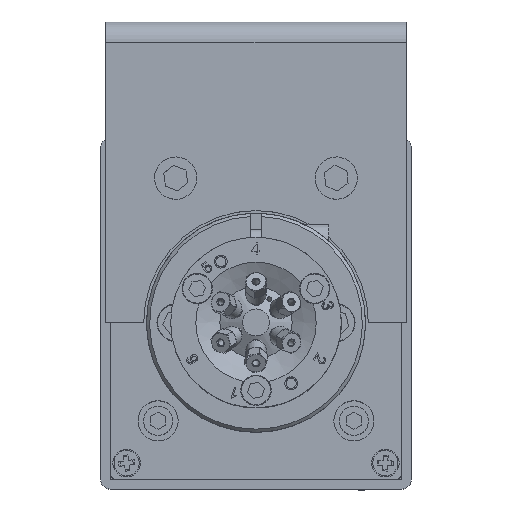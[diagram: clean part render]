
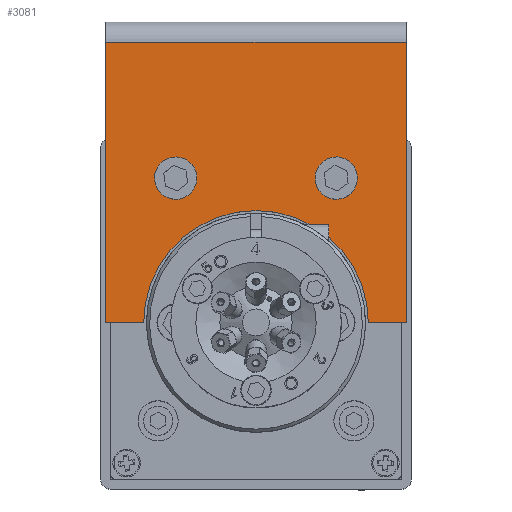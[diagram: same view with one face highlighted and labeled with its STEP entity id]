
A CAD part, top view. The second image highlights one B-rep face of the part: STEP entity #3081.
In plain terms, the highlighted planar face has unit normal (0, 0, 1).
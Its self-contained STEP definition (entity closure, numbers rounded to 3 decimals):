
#2763=CARTESIAN_POINT('',(3.175,20.955,24.526));
#2764=VERTEX_POINT('',#2763);
#2771=CARTESIAN_POINT('',(-2.857,20.955,24.526));
#2772=VERTEX_POINT('',#2771);
#2773=CARTESIAN_POINT('',(-2.857,20.955,24.526));
#2774=DIRECTION('',(1.0,0.0,0.0));
#2775=VECTOR('',#2774,6.032);
#2776=LINE('',#2773,#2775);
#2777=EDGE_CURVE('',#2772,#2764,#2776,.T.);
#2811=CARTESIAN_POINT('',(38.735,20.955,24.526));
#2812=VERTEX_POINT('',#2811);
#2819=CARTESIAN_POINT('',(20.955,20.955,24.526));
#2820=DIRECTION('',(0.0,0.0,-1.0));
#2821=DIRECTION('',(-1.0,0.0,0.0));
#2822=AXIS2_PLACEMENT_3D('',#2819,#2820,#2821);
#2823=CIRCLE('',#2822,17.78);
#2824=EDGE_CURVE('',#2764,#2812,#2823,.T.);
#3010=CARTESIAN_POINT('',(44.768,20.955,24.526));
#3011=VERTEX_POINT('',#3010);
#3018=CARTESIAN_POINT('',(38.735,20.955,24.526));
#3019=DIRECTION('',(1.0,0.0,0.0));
#3020=VECTOR('',#3019,6.033);
#3021=LINE('',#3018,#3020);
#3022=EDGE_CURVE('',#2812,#3011,#3021,.T.);
#3027=CARTESIAN_POINT('',(-2.857,20.955,24.526));
#3028=DIRECTION('',(0.0,0.0,1.0));
#3029=DIRECTION('',(-1.0,0.0,0.0));
#3030=AXIS2_PLACEMENT_3D('',#3027,#3028,#3029);
#3031=PLANE('',#3030);
#3032=CARTESIAN_POINT('',(-2.857,65.405,24.526));
#3033=VERTEX_POINT('',#3032);
#3034=CARTESIAN_POINT('',(44.768,65.405,24.526));
#3035=VERTEX_POINT('',#3034);
#3036=CARTESIAN_POINT('',(-2.857,65.405,24.526));
#3037=DIRECTION('',(1.0,0.0,0.0));
#3038=VECTOR('',#3037,47.625);
#3039=LINE('',#3036,#3038);
#3040=EDGE_CURVE('',#3033,#3035,#3039,.T.);
#3041=ORIENTED_EDGE('',*,*,#3040,.F.);
#3042=CARTESIAN_POINT('',(-2.857,20.955,24.526));
#3043=DIRECTION('',(0.0,1.0,0.0));
#3044=VECTOR('',#3043,44.45);
#3045=LINE('',#3042,#3044);
#3046=EDGE_CURVE('',#2772,#3033,#3045,.T.);
#3047=ORIENTED_EDGE('',*,*,#3046,.F.);
#3048=ORIENTED_EDGE('',*,*,#2777,.T.);
#3049=ORIENTED_EDGE('',*,*,#2824,.T.);
#3050=ORIENTED_EDGE('',*,*,#3022,.T.);
#3051=CARTESIAN_POINT('',(44.768,20.955,24.526));
#3052=DIRECTION('',(0.0,1.0,0.0));
#3053=VECTOR('',#3052,44.45);
#3054=LINE('',#3051,#3053);
#3055=EDGE_CURVE('',#3011,#3035,#3054,.T.);
#3056=ORIENTED_EDGE('',*,*,#3055,.T.);
#3057=EDGE_LOOP('',(#3041,#3047,#3048,#3049,#3050,#3056));
#3058=FACE_OUTER_BOUND('',#3057,.T.);
#3059=CARTESIAN_POINT('',(31.495,43.866,24.526));
#3060=VERTEX_POINT('',#3059);
#3061=CARTESIAN_POINT('',(33.655,43.866,24.526));
#3062=DIRECTION('',(0.0,0.0,-1.0));
#3063=DIRECTION('',(-1.0,0.0,0.0));
#3064=AXIS2_PLACEMENT_3D('',#3061,#3062,#3063);
#3065=CIRCLE('',#3064,2.16);
#3066=EDGE_CURVE('',#3060,#3060,#3065,.T.);
#3067=ORIENTED_EDGE('',*,*,#3066,.T.);
#3068=EDGE_LOOP('',(#3067));
#3069=FACE_BOUND('',#3068,.T.);
#3070=CARTESIAN_POINT('',(6.095,43.866,24.526));
#3071=VERTEX_POINT('',#3070);
#3072=CARTESIAN_POINT('',(8.255,43.866,24.526));
#3073=DIRECTION('',(0.0,0.0,-1.0));
#3074=DIRECTION('',(-1.0,0.0,0.0));
#3075=AXIS2_PLACEMENT_3D('',#3072,#3073,#3074);
#3076=CIRCLE('',#3075,2.16);
#3077=EDGE_CURVE('',#3071,#3071,#3076,.T.);
#3078=ORIENTED_EDGE('',*,*,#3077,.T.);
#3079=EDGE_LOOP('',(#3078));
#3080=FACE_BOUND('',#3079,.T.);
#3081=ADVANCED_FACE('',(#3058,#3069,#3080),#3031,.T.);
